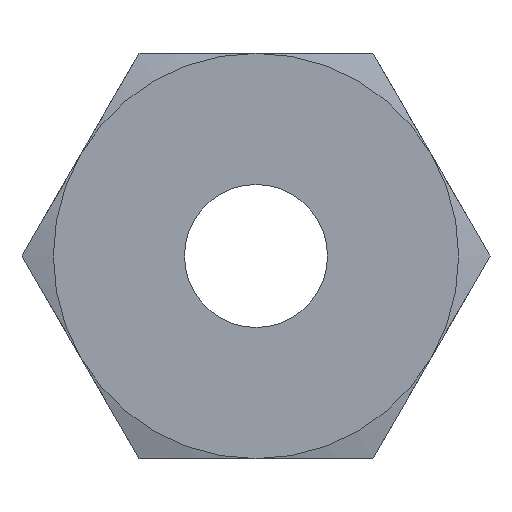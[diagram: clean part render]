
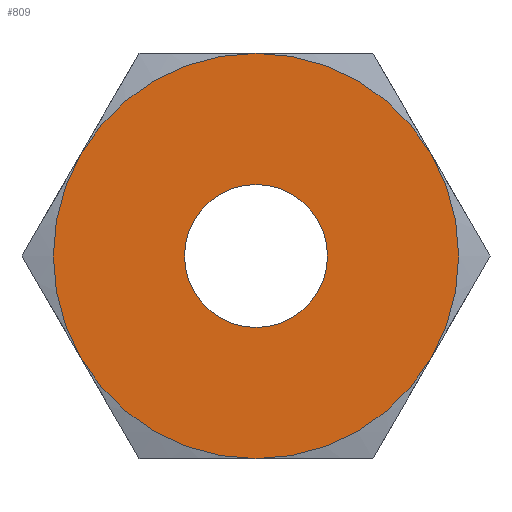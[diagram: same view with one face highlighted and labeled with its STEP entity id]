
A CAD part, left-side view. The second image highlights one B-rep face of the part: STEP entity #809.
In plain terms, the highlighted planar face has unit normal (-1, 0, 0).
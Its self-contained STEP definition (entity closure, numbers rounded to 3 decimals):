
#297=CARTESIAN_POINT('',(0.0,-3.0,0.));
#298=VERTEX_POINT('',#297);
#299=CARTESIAN_POINT('',(0.0,0.0,0.0));
#300=DIRECTION('',(-1.0,0.0,0.0));
#301=DIRECTION('',(0.0,1.0,0.0));
#302=AXIS2_PLACEMENT_3D('',#299,#300,#301);
#303=CIRCLE('',#302,3.0);
#304=EDGE_CURVE('',#298,#298,#303,.T.);
#325=CARTESIAN_POINT('',(0.0,-7.361,-4.25));
#326=VERTEX_POINT('',#325);
#327=CARTESIAN_POINT('',(0.0,-7.361,4.25));
#328=VERTEX_POINT('',#327);
#329=CARTESIAN_POINT('',(0.0,0.0,0.0));
#330=DIRECTION('',(-1.0,0.0,0.0));
#331=DIRECTION('',(0.0,1.0,0.0));
#332=AXIS2_PLACEMENT_3D('',#329,#330,#331);
#333=CIRCLE('',#332,8.5);
#334=EDGE_CURVE('',#326,#328,#333,.T.);
#374=CARTESIAN_POINT('',(0.0,7.361,-4.25));
#375=VERTEX_POINT('',#374);
#389=CARTESIAN_POINT('',(0.0,7.361,4.25));
#390=VERTEX_POINT('',#389);
#391=CARTESIAN_POINT('',(0.0,0.0,0.0));
#392=DIRECTION('',(-1.0,0.0,0.0));
#393=DIRECTION('',(0.0,1.0,0.0));
#394=AXIS2_PLACEMENT_3D('',#391,#392,#393);
#395=CIRCLE('',#394,8.5);
#396=EDGE_CURVE('',#390,#375,#395,.T.);
#437=CARTESIAN_POINT('',(0.0,0.0,8.5));
#438=VERTEX_POINT('',#437);
#566=CARTESIAN_POINT('',(0.0,0.0,-8.5));
#567=VERTEX_POINT('',#566);
#678=CARTESIAN_POINT('',(0.0,0.0,0.0));
#679=DIRECTION('',(-1.0,0.0,0.0));
#680=DIRECTION('',(0.0,1.0,0.0));
#681=AXIS2_PLACEMENT_3D('',#678,#679,#680);
#682=CIRCLE('',#681,8.5);
#683=EDGE_CURVE('',#328,#438,#682,.T.);
#695=CARTESIAN_POINT('',(0.0,0.0,0.0));
#696=DIRECTION('',(-1.0,0.0,0.0));
#697=DIRECTION('',(0.0,1.0,0.0));
#698=AXIS2_PLACEMENT_3D('',#695,#696,#697);
#699=CIRCLE('',#698,8.5);
#700=EDGE_CURVE('',#438,#390,#699,.T.);
#713=CARTESIAN_POINT('',(0.0,0.0,0.0));
#714=DIRECTION('',(-1.0,0.0,0.0));
#715=DIRECTION('',(0.0,1.0,0.0));
#716=AXIS2_PLACEMENT_3D('',#713,#714,#715);
#717=CIRCLE('',#716,8.5);
#718=EDGE_CURVE('',#375,#567,#717,.T.);
#730=CARTESIAN_POINT('',(0.0,0.0,0.0));
#731=DIRECTION('',(-1.0,0.0,0.0));
#732=DIRECTION('',(0.0,1.0,0.0));
#733=AXIS2_PLACEMENT_3D('',#730,#731,#732);
#734=CIRCLE('',#733,8.5);
#735=EDGE_CURVE('',#567,#326,#734,.T.);
#793=CARTESIAN_POINT('',(0.0,5.75,0.));
#794=DIRECTION('',(-1.0,0.0,0.0));
#795=DIRECTION('',(0.0,0.0,1.0));
#796=AXIS2_PLACEMENT_3D('',#793,#794,#795);
#797=PLANE('',#796);
#798=ORIENTED_EDGE('',*,*,#396,.T.);
#799=ORIENTED_EDGE('',*,*,#718,.T.);
#800=ORIENTED_EDGE('',*,*,#735,.T.);
#801=ORIENTED_EDGE('',*,*,#334,.T.);
#802=ORIENTED_EDGE('',*,*,#683,.T.);
#803=ORIENTED_EDGE('',*,*,#700,.T.);
#804=EDGE_LOOP('',(#798,#799,#800,#801,#802,#803));
#805=FACE_OUTER_BOUND('',#804,.T.);
#806=ORIENTED_EDGE('',*,*,#304,.F.);
#807=EDGE_LOOP('',(#806));
#808=FACE_BOUND('',#807,.T.);
#809=ADVANCED_FACE('',(#805,#808),#797,.T.);
